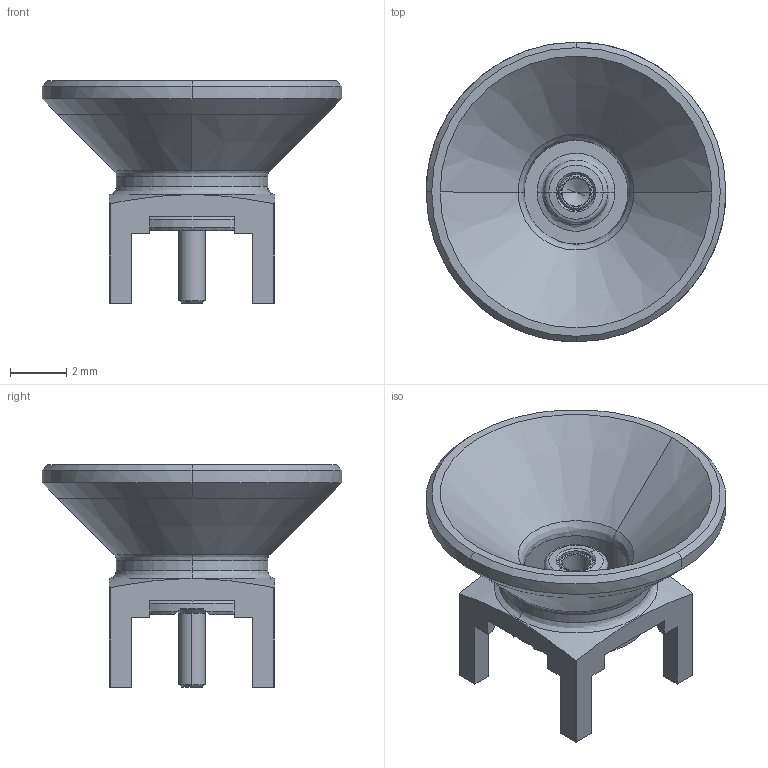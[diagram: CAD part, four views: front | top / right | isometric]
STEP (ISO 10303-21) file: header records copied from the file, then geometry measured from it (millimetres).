
FILE_DESCRIPTION (( 'STEP AP214' ), '1' );
FILE_NAME ('RFPCB-MMBX-FS-12G126_3D.step', '2023-03-17T15:15:10', ( '' ), ( '' ), 'SwSTEP 2.0', 'SolidWorks 2022', '' );
FILE_SCHEMA (( 'AUTOMOTIVE_DESIGN' ));
Length unit declared in the file: inch
Products named in the file (1): RFPCB-MMBX-FS-12G126_3D
Bounding box: 10.7 x 10.7 x 7.95 mm (x, y, z)
Volume: 140.2 mm3; surface area: 400.1 mm2
Topology: 1 solids, 1 shells, 170 faces, 449 edges, 279 vertices
Faces by surface type: plane 57, cone 48, cylinder 47, bspline 18
Entity records: 5980 total; most frequent: CARTESIAN_POINT 1829, ORIENTED_EDGE 894, DIRECTION 856, EDGE_CURVE 447, AXIS2_PLACEMENT_3D 330, VERTEX_POINT 279, VECTOR 196, LINE 196
